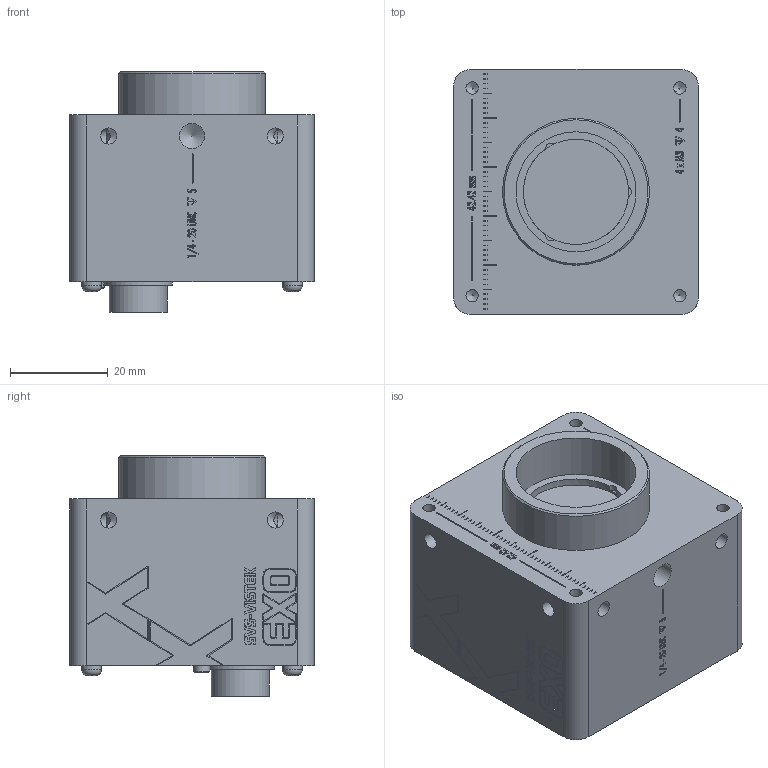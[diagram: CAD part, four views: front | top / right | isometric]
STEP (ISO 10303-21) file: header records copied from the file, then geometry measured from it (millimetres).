
FILE_DESCRIPTION (( 'STEP AP214' ), '1' );
FILE_NAME ('F002076-02002 EXO541MU3.STEP', '2020-05-19T10:19:22', ( '' ), ( '' ), 'SwSTEP 2.0', 'SolidWorks 2019', '' );
FILE_SCHEMA (( 'AUTOMOTIVE_DESIGN' ));
Length unit declared in the file: millimetre
Products named in the file (16): IMX428; N000069-00000 Druckfeder VD_145A_2; N000068-00000 Abstandsbolzen M2x8_Abstandshalter M2x8; E004012-02001_Deckglas_d24x1; E002640-02001 Filterhalter C-Mount Sternform mit Elox und Gleitlack; IMX420 Base; E002394-02001 EXO Rückplatte U3V_Step; IMX420 Glass; EXO_Buchse USB3; E000002-02001 Abstandshalter M2x5_Abstandshalter M2x5; N000061-00000 Schraube M2x12 Torx ISO14583_M2x12; E002664-03001 EXO Frontplatte IMX420 mit Laserbeschriftung; B004257-01101 IMX428; E002082 Lichtleiter Mentor 1282.2000; E002081-01001 Connector HRS10A-12R-12PB; F002076-02002 EXO541MU3
Assembly tree (24 placements, depth 4):
  F002076-02002 EXO541MU3
    E002664-03001 EXO Frontplatte IMX420 mit Laserbeschriftung
    E004012-02001_Deckglas_d24x1
    B004257-01101 IMX428
      IMX428
        IMX420 Base
        IMX420 Glass
    E002640-02001 Filterhalter C-Mount Sternform mit Elox und Gleitlack
    E000002-02001 Abstandshalter M2x5_Abstandshalter M2x5  x3
    N000068-00000 Abstandsbolzen M2x8_Abstandshalter M2x8  x4
    E002394-02001 EXO Rückplatte U3V_Step
    N000061-00000 Schraube M2x12 Torx ISO14583_M2x12  x4
    E002082 Lichtleiter Mentor 1282.2000
    E002081-01001 Connector HRS10A-12R-12PB
    N000069-00000 Druckfeder VD_145A_2  x2
    EXO_Buchse USB3
Bounding box: 50 x 50 x 49.16 mm (x, y, z)
Volume: 33024.2 mm3; surface area: 32143.8 mm2
Topology: 36 solids, 36 shells, 3383 faces, 8576 edges, 5487 vertices
Faces by surface type: plane 1644, bspline 1045, cylinder 376, cone 300, sphere 12, torus 6
Full cylindrical faces by diameter (mm): 0.8 x36, 1 x12, 1.6 x6, 1.674 x82, 2 x24, 2.2 x4, 2.5 x4, 2.8 x1, 2.85 x1, 3.2 x1, 3.3 x8, 4 x4, 5.105 x1, 9 x1, 10.3 x1, 11 x1, 11.5 x1, 11.8 x1, 14 x2, 21.5 x1, 24 x1, 24.5 x1, 25.4 x1, 30 x1
Entity records: 138020 total; most frequent: CARTESIAN_POINT 50744, ORIENTED_EDGE 13990, DIRECTION 9486, EDGE_CURVE 6995, VERTEX_POINT 4678, LINE 4614, VECTOR 4614, EDGE_LOOP 3217
